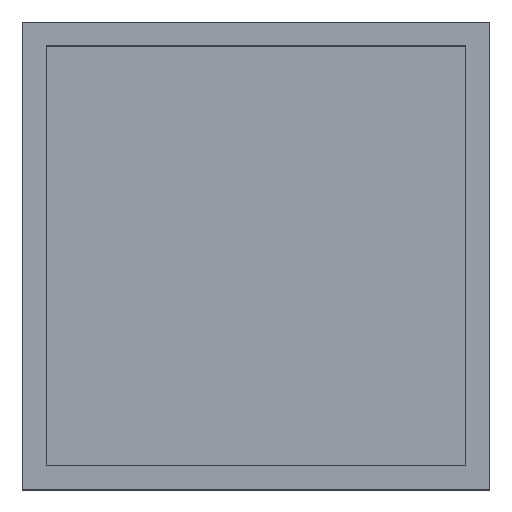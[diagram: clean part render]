
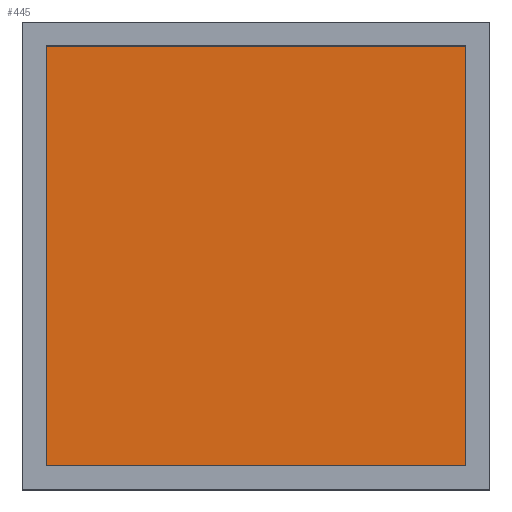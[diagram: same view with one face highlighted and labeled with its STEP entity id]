
A CAD part, top view. The second image highlights one B-rep face of the part: STEP entity #445.
In plain terms, the highlighted planar face has unit normal (0, 0, 1).
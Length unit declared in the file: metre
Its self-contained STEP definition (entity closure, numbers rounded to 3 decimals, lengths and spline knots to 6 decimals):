
#80=ORIENTED_EDGE('',*,*,#173,.F.);
#81=ORIENTED_EDGE('',*,*,#132,.T.);
#82=ORIENTED_EDGE('',*,*,#167,.T.);
#83=ORIENTED_EDGE('',*,*,#171,.F.);
#132=EDGE_CURVE('',#192,#193,#232,.T.);
#167=EDGE_CURVE('',#193,#226,#267,.T.);
#171=EDGE_CURVE('',#229,#226,#271,.T.);
#173=EDGE_CURVE('',#192,#229,#273,.T.);
#192=VERTEX_POINT('',#605);
#193=VERTEX_POINT('',#606);
#226=VERTEX_POINT('',#677);
#229=VERTEX_POINT('',#684);
#232=LINE('',#604,#292);
#267=LINE('',#676,#327);
#271=LINE('',#685,#331);
#273=LINE('',#688,#333);
#292=VECTOR('',#498,1.);
#327=VECTOR('',#539,1.);
#331=VECTOR('',#545,1.);
#333=VECTOR('',#549,1.);
#369=EDGE_LOOP('',(#80,#81,#82,#83));
#399=FACE_BOUND('',#369,.T.);
#422=PLANE('',#481);
#445=ADVANCED_FACE('',(#399),#422,.T.);
#481=AXIS2_PLACEMENT_3D('',#701,#564,#565);
#498=DIRECTION('',(0.,-1.,0.));
#539=DIRECTION('',(1.,0.,0.));
#545=DIRECTION('',(0.,-1.,0.));
#549=DIRECTION('',(1.,0.,0.));
#564=DIRECTION('',(0.,0.,1.));
#565=DIRECTION('',(1.,0.,0.));
#604=CARTESIAN_POINT('',(0.,-0.04445,0.01016));
#605=CARTESIAN_POINT('',(0.,0.,0.01016));
#606=CARTESIAN_POINT('',(0.,-0.0889,0.01016));
#676=CARTESIAN_POINT('',(0.04445,-0.0889,0.01016));
#677=CARTESIAN_POINT('',(0.0889,-0.0889,0.01016));
#684=CARTESIAN_POINT('',(0.0889,0.,0.01016));
#685=CARTESIAN_POINT('',(0.0889,-0.04445,0.01016));
#688=CARTESIAN_POINT('',(0.04445,0.,0.01016));
#701=CARTESIAN_POINT('',(0.04445,-0.04445,0.01016));
